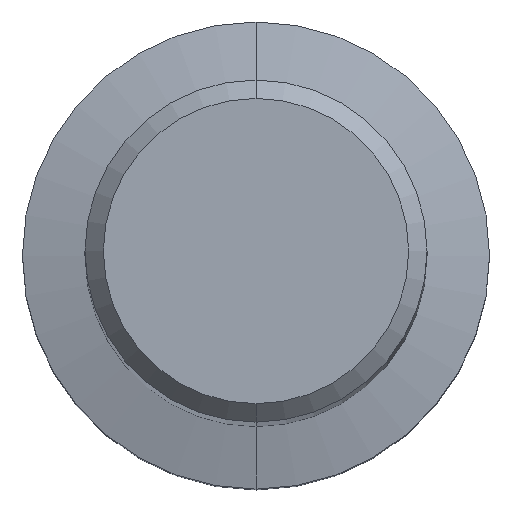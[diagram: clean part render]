
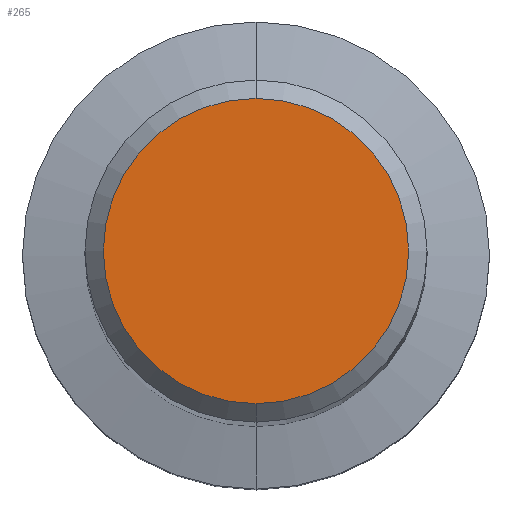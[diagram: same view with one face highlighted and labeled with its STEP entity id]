
A CAD part, top view. The second image highlights one B-rep face of the part: STEP entity #265.
In plain terms, the highlighted planar face has unit normal (0, 0, 1).
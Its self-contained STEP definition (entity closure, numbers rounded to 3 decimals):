
#203=VERTEX_POINT('',#413);
#247=VERTEX_POINT('',#465);
#265=ADVANCED_FACE('',(#485),#486,.T.);
#273=EDGE_CURVE('',#203,#247,#494,.T.);
#299=EDGE_CURVE('',#247,#203,#522,.T.);
#413=CARTESIAN_POINT('',(0.0,4.15,0.0));
#465=CARTESIAN_POINT('',(0.,-4.15,0.0));
#485=FACE_OUTER_BOUND('',#744,.T.);
#486=PLANE('',#745);
#494=CIRCLE('',#755,4.15);
#522=CIRCLE('',#793,4.15);
#744=EDGE_LOOP('',(#1017,#1018));
#745=AXIS2_PLACEMENT_3D('',#1019,#1020,#1021);
#755=AXIS2_PLACEMENT_3D('',#1029,#1030,#1031);
#793=AXIS2_PLACEMENT_3D('',#1059,#1060,#1061);
#1017=ORIENTED_EDGE('',*,*,#273,.F.);
#1018=ORIENTED_EDGE('',*,*,#299,.F.);
#1019=CARTESIAN_POINT('',(0.0,2.075,0.0));
#1020=DIRECTION('',(-0.0,0.0,1.0));
#1021=DIRECTION('',(0.0,-1.0,0.0));
#1029=CARTESIAN_POINT('',(0.0,0.0,0.0));
#1030=DIRECTION('',(0.0,0.0,-1.0));
#1031=DIRECTION('',(0.0,1.0,0.0));
#1059=CARTESIAN_POINT('',(0.0,0.0,0.0));
#1060=DIRECTION('',(0.0,0.0,-1.0));
#1061=DIRECTION('',(0.0,1.0,0.0));
